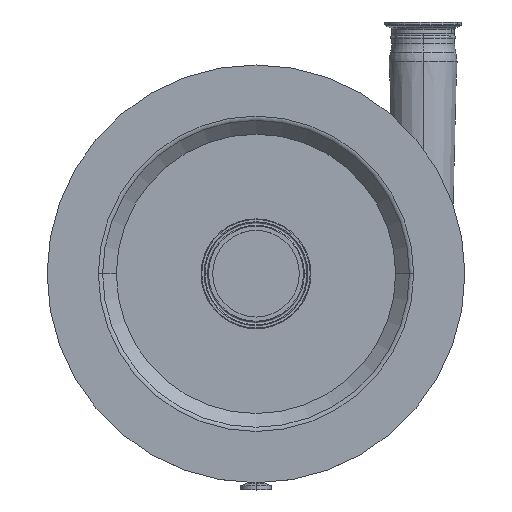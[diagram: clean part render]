
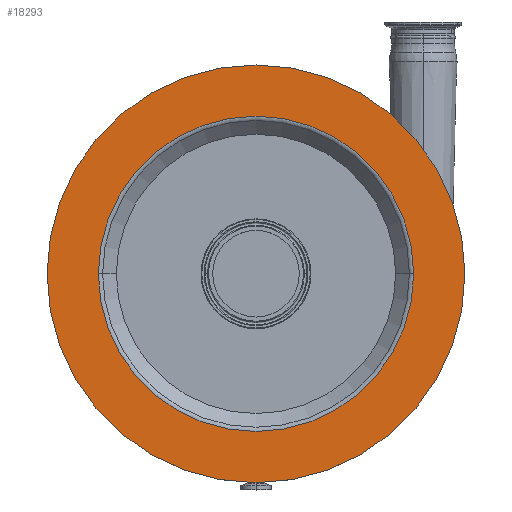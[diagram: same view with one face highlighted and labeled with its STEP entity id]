
A CAD part, top view. The second image highlights one B-rep face of the part: STEP entity #18293.
In plain terms, the highlighted planar face has unit normal (0, 0, 1).
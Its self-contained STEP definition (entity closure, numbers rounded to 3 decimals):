
#45 = DIRECTION ( 'NONE',  ( -1., 0., 0. ) ) ;
#67 = DIRECTION ( 'NONE',  ( -1., 0., 0. ) ) ;
#1032 = CARTESIAN_POINT ( 'NONE',  ( 0., 0., 42. ) ) ;
#1107 = EDGE_CURVE ( 'NONE', #15522, #18018, #13571, .T. ) ;
#1146 = FACE_OUTER_BOUND ( 'NONE', #4925, .T. ) ;
#2335 = DIRECTION ( 'NONE',  ( -1., 0., 0. ) ) ;
#3699 = ORIENTED_EDGE ( 'NONE', *, *, #6329, .F. ) ;
#3992 = DIRECTION ( 'NONE',  ( -1., 0., 0. ) ) ;
#4925 = EDGE_LOOP ( 'NONE', ( #3699, #10482 ) ) ;
#4957 = CIRCLE ( 'NONE', #13293, 175. ) ;
#5320 = CARTESIAN_POINT ( 'NONE',  ( 0., 0., 42. ) ) ;
#5751 = VERTEX_POINT ( 'NONE', #15259 ) ;
#5987 = AXIS2_PLACEMENT_3D ( 'NONE', #9144, #7807, #67 ) ;
#6101 = ORIENTED_EDGE ( 'NONE', *, *, #1107, .T. ) ;
#6329 = EDGE_CURVE ( 'NONE', #5751, #18138, #4957, .T. ) ;
#6792 = DIRECTION ( 'NONE',  ( -1., 0., 0. ) ) ;
#7214 = PLANE ( 'NONE',  #14200 ) ;
#7560 = CIRCLE ( 'NONE', #18071, 132.071 ) ;
#7807 = DIRECTION ( 'NONE',  ( 0., 0., -1. ) ) ;
#8009 = DIRECTION ( 'NONE',  ( 0., 0., -1. ) ) ;
#8265 = EDGE_CURVE ( 'NONE', #18018, #15522, #7560, .T. ) ;
#9144 = CARTESIAN_POINT ( 'NONE',  ( 0., 0., 42. ) ) ;
#9312 = EDGE_CURVE ( 'NONE', #18138, #5751, #13042, .T. ) ;
#9497 = CARTESIAN_POINT ( 'NONE',  ( 0., 175., 42. ) ) ;
#10482 = ORIENTED_EDGE ( 'NONE', *, *, #9312, .F. ) ;
#11324 = DIRECTION ( 'NONE',  ( 0., 0., -1. ) ) ;
#11738 = CARTESIAN_POINT ( 'NONE',  ( 0., 0., 42. ) ) ;
#12645 = CARTESIAN_POINT ( 'NONE',  ( -132.071, 0., 42. ) ) ;
#13042 = CIRCLE ( 'NONE', #5987, 175. ) ;
#13253 = AXIS2_PLACEMENT_3D ( 'NONE', #1032, #17779, #3992 ) ;
#13293 = AXIS2_PLACEMENT_3D ( 'NONE', #11738, #8009, #2335 ) ;
#13446 = ORIENTED_EDGE ( 'NONE', *, *, #8265, .T. ) ;
#13571 = CIRCLE ( 'NONE', #13253, 132.071 ) ;
#14200 = AXIS2_PLACEMENT_3D ( 'NONE', #9497, #15404, #45 ) ;
#14825 = FACE_BOUND ( 'NONE', #15300, .T. ) ;
#15259 = CARTESIAN_POINT ( 'NONE',  ( -175., 0., 42. ) ) ;
#15300 = EDGE_LOOP ( 'NONE', ( #13446, #6101 ) ) ;
#15404 = DIRECTION ( 'NONE',  ( 0., 0., -1. ) ) ;
#15522 = VERTEX_POINT ( 'NONE', #16798 ) ;
#15918 = CARTESIAN_POINT ( 'NONE',  ( 175., 0., 42. ) ) ;
#16798 = CARTESIAN_POINT ( 'NONE',  ( 132.071, 0., 42. ) ) ;
#17779 = DIRECTION ( 'NONE',  ( 0., 0., -1. ) ) ;
#18018 = VERTEX_POINT ( 'NONE', #12645 ) ;
#18071 = AXIS2_PLACEMENT_3D ( 'NONE', #5320, #11324, #6792 ) ;
#18138 = VERTEX_POINT ( 'NONE', #15918 ) ;
#18293 = ADVANCED_FACE ( 'NONE', ( #14825, #1146 ), #7214, .F. ) ;
